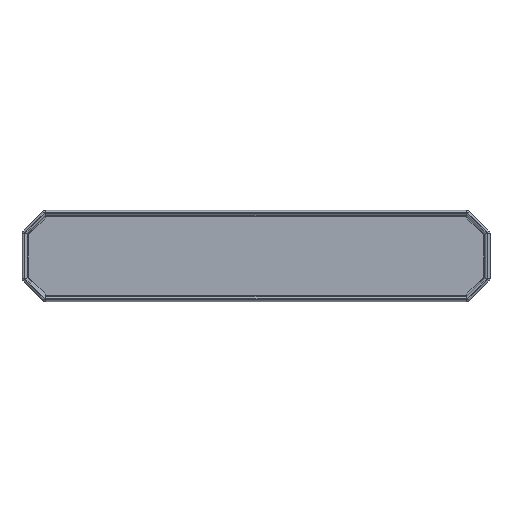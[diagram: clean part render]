
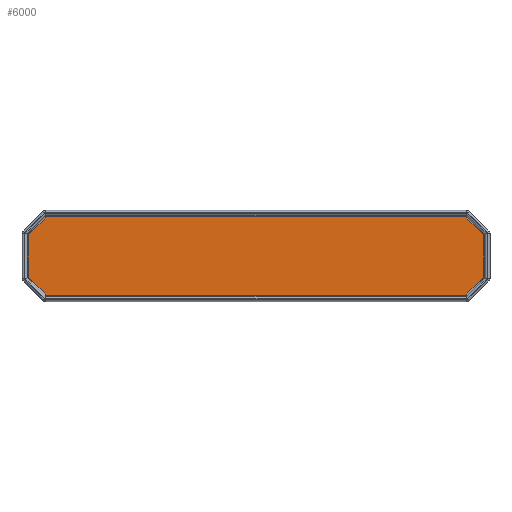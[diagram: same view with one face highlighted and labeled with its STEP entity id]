
A CAD part, top view. The second image highlights one B-rep face of the part: STEP entity #6000.
In plain terms, the highlighted planar face has unit normal (0, 0, 1).
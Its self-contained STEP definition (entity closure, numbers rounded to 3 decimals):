
#5641=CARTESIAN_POINT('',(625.99,-6.822,33.));
#5642=VERTEX_POINT('',#5641);
#5650=CARTESIAN_POINT('',(43.446,-6.822,33.));
#5651=VERTEX_POINT('',#5650);
#5652=CARTESIAN_POINT('',(625.99,-6.822,33.));
#5653=DIRECTION('',(-1.0,0.0,0.0));
#5654=VECTOR('',#5653,582.544);
#5655=LINE('',#5652,#5654);
#5656=EDGE_CURVE('',#5642,#5651,#5655,.T.);
#5682=CARTESIAN_POINT('',(18.718,17.906,33.));
#5683=VERTEX_POINT('',#5682);
#5684=CARTESIAN_POINT('',(43.446,-6.822,33.));
#5685=DIRECTION('',(-0.707,0.707,0.0));
#5686=VECTOR('',#5685,34.971);
#5687=LINE('',#5684,#5686);
#5688=EDGE_CURVE('',#5651,#5683,#5687,.T.);
#5714=CARTESIAN_POINT('',(18.718,76.941,33.));
#5715=VERTEX_POINT('',#5714);
#5716=CARTESIAN_POINT('',(18.718,17.906,33.));
#5717=DIRECTION('',(0.0,1.0,0.0));
#5718=VECTOR('',#5717,59.035);
#5719=LINE('',#5716,#5718);
#5720=EDGE_CURVE('',#5683,#5715,#5719,.T.);
#5746=CARTESIAN_POINT('',(43.446,101.669,33.));
#5747=VERTEX_POINT('',#5746);
#5748=CARTESIAN_POINT('',(18.718,76.941,33.));
#5749=DIRECTION('',(0.707,0.707,0.0));
#5750=VECTOR('',#5749,34.971);
#5751=LINE('',#5748,#5750);
#5752=EDGE_CURVE('',#5715,#5747,#5751,.T.);
#5778=CARTESIAN_POINT('',(625.99,101.669,33.));
#5779=VERTEX_POINT('',#5778);
#5780=CARTESIAN_POINT('',(43.446,101.669,33.));
#5781=DIRECTION('',(1.0,0.0,0.0));
#5782=VECTOR('',#5781,582.544);
#5783=LINE('',#5780,#5782);
#5784=EDGE_CURVE('',#5747,#5779,#5783,.T.);
#5810=CARTESIAN_POINT('',(650.718,76.941,33.));
#5811=VERTEX_POINT('',#5810);
#5812=CARTESIAN_POINT('',(625.99,101.669,33.));
#5813=DIRECTION('',(0.707,-0.707,0.0));
#5814=VECTOR('',#5813,34.971);
#5815=LINE('',#5812,#5814);
#5816=EDGE_CURVE('',#5779,#5811,#5815,.T.);
#5842=CARTESIAN_POINT('',(650.718,17.906,33.));
#5843=VERTEX_POINT('',#5842);
#5844=CARTESIAN_POINT('',(650.718,76.941,33.));
#5845=DIRECTION('',(0.0,-1.0,0.0));
#5846=VECTOR('',#5845,59.035);
#5847=LINE('',#5844,#5846);
#5848=EDGE_CURVE('',#5811,#5843,#5847,.T.);
#5872=CARTESIAN_POINT('',(650.718,17.906,33.));
#5873=DIRECTION('',(-0.707,-0.707,0.0));
#5874=VECTOR('',#5873,34.971);
#5875=LINE('',#5872,#5874);
#5876=EDGE_CURVE('',#5843,#5642,#5875,.T.);
#5985=CARTESIAN_POINT('',(334.718,47.423,33.));
#5986=DIRECTION('',(0.0,0.0,1.0));
#5987=DIRECTION('',(1.0,0.0,0.0));
#5988=AXIS2_PLACEMENT_3D('',#5985,#5986,#5987);
#5989=PLANE('',#5988);
#5990=ORIENTED_EDGE('',*,*,#5656,.F.);
#5991=ORIENTED_EDGE('',*,*,#5876,.F.);
#5992=ORIENTED_EDGE('',*,*,#5848,.F.);
#5993=ORIENTED_EDGE('',*,*,#5816,.F.);
#5994=ORIENTED_EDGE('',*,*,#5784,.F.);
#5995=ORIENTED_EDGE('',*,*,#5752,.F.);
#5996=ORIENTED_EDGE('',*,*,#5720,.F.);
#5997=ORIENTED_EDGE('',*,*,#5688,.F.);
#5998=EDGE_LOOP('',(#5990,#5991,#5992,#5993,#5994,#5995,#5996,#5997));
#5999=FACE_OUTER_BOUND('',#5998,.T.);
#6000=ADVANCED_FACE('',(#5999),#5989,.T.);
